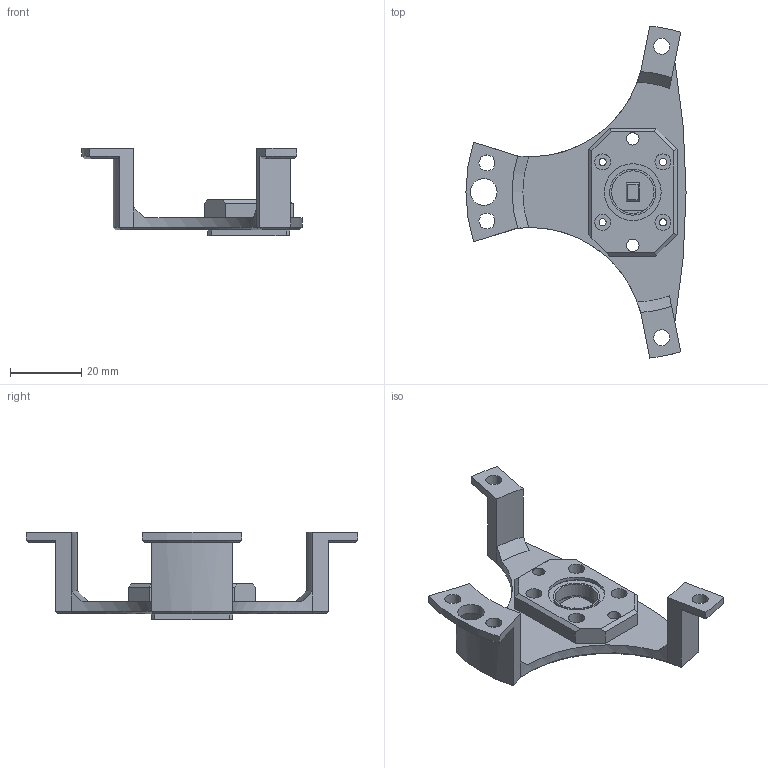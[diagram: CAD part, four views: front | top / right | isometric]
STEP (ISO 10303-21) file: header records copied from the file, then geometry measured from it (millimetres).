
FILE_DESCRIPTION(/* description */ (''),/* implementation_level */ '2;1');
FILE_NAME(/* name */ 'Encoder mounting v25.step',/* time_stamp */ '2024-05-28T16:34:19+02:00',/* author */ (''),/* organization */ (''),/* preprocessor_version */ 'ST-DEVELOPER v20',/* originating_system */ 'Autodesk Translation Framework v13.14.0.145',/* authorisation */ '');
FILE_SCHEMA (('AUTOMOTIVE_DESIGN { 1 0 10303 214 3 1 1 }'));
Length unit declared in the file: millimetre
Products named in the file (4): Encoder mounting; Bearing_18_12_4mm; Encoder 14bit; bEARING COVER
Assembly tree (3 placements, depth 2):
  Encoder mounting
    Bearing_18_12_4mm
    Encoder 14bit
    bEARING COVER
Bounding box: 62 x 93.51 x 24.6 mm (x, y, z)
Volume: 14357.8 mm3; surface area: 12567.8 mm2
Topology: 6 solids, 6 shells, 135 faces, 327 edges, 207 vertices
Faces by surface type: plane 85, cylinder 40, cone 10
Full cylindrical faces by diameter (mm): 2 x8, 3.5 x2, 4 x2, 4.5 x8, 7.5 x1, 12 x1, 13 x2, 15 x1, 16 x1, 17 x2, 18 x1, 18.5 x1
Entity records: 4183 total; most frequent: CARTESIAN_POINT 742, DIRECTION 685, ORIENTED_EDGE 654, EDGE_CURVE 327, AXIS2_PLACEMENT_3D 236, LINE 213, VECTOR 213, VERTEX_POINT 207
